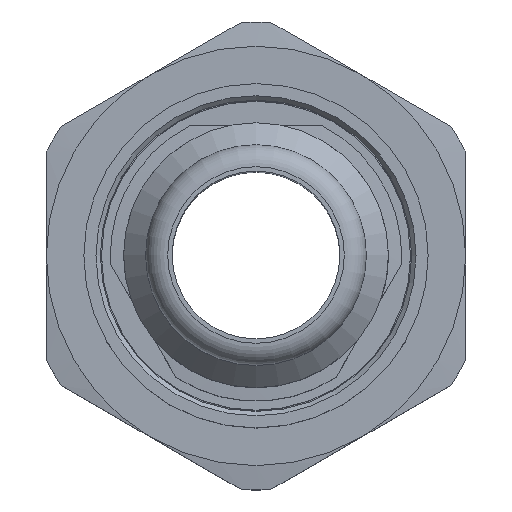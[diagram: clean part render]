
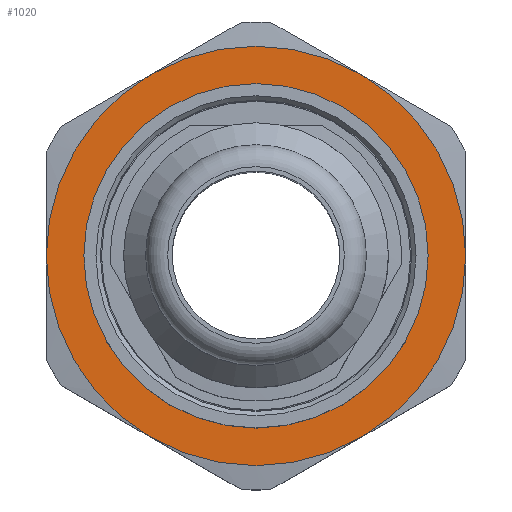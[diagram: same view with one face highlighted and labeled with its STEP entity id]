
A CAD part, top view. The second image highlights one B-rep face of the part: STEP entity #1020.
In plain terms, the highlighted planar face has unit normal (0, 0, 1).
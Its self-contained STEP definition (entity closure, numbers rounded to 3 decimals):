
#57=FACE_BOUND('',#170,.T.);
#64=PLANE('',#1109);
#105=FACE_OUTER_BOUND('',#169,.T.);
#169=EDGE_LOOP('',(#680,#681,#682,#683,#684,#685));
#170=EDGE_LOOP('',(#686));
#314=CIRCLE('',#1108,7.8);
#315=CIRCLE('',#1110,9.5);
#316=CIRCLE('',#1111,9.5);
#317=CIRCLE('',#1112,9.5);
#318=CIRCLE('',#1113,9.5);
#319=CIRCLE('',#1114,9.5);
#320=CIRCLE('',#1115,9.5);
#399=VERTEX_POINT('',#1601);
#400=VERTEX_POINT('',#1605);
#401=VERTEX_POINT('',#1606);
#402=VERTEX_POINT('',#1608);
#403=VERTEX_POINT('',#1610);
#404=VERTEX_POINT('',#1612);
#405=VERTEX_POINT('',#1614);
#509=EDGE_CURVE('',#399,#399,#314,.T.);
#510=EDGE_CURVE('',#400,#401,#315,.T.);
#511=EDGE_CURVE('',#401,#402,#316,.T.);
#512=EDGE_CURVE('',#402,#403,#317,.T.);
#513=EDGE_CURVE('',#403,#404,#318,.T.);
#514=EDGE_CURVE('',#404,#405,#319,.T.);
#515=EDGE_CURVE('',#405,#400,#320,.T.);
#680=ORIENTED_EDGE('',*,*,#510,.T.);
#681=ORIENTED_EDGE('',*,*,#511,.T.);
#682=ORIENTED_EDGE('',*,*,#512,.T.);
#683=ORIENTED_EDGE('',*,*,#513,.T.);
#684=ORIENTED_EDGE('',*,*,#514,.T.);
#685=ORIENTED_EDGE('',*,*,#515,.T.);
#686=ORIENTED_EDGE('',*,*,#509,.T.);
#1020=ADVANCED_FACE('',(#105,#57),#64,.T.);
#1108=AXIS2_PLACEMENT_3D('',#1603,#1272,#1273);
#1109=AXIS2_PLACEMENT_3D('',#1604,#1274,#1275);
#1110=AXIS2_PLACEMENT_3D('',#1607,#1276,#1277);
#1111=AXIS2_PLACEMENT_3D('',#1609,#1278,#1279);
#1112=AXIS2_PLACEMENT_3D('',#1611,#1280,#1281);
#1113=AXIS2_PLACEMENT_3D('',#1613,#1282,#1283);
#1114=AXIS2_PLACEMENT_3D('',#1615,#1284,#1285);
#1115=AXIS2_PLACEMENT_3D('',#1616,#1286,#1287);
#1272=DIRECTION('center_axis',(0.,0.,-1.));
#1273=DIRECTION('ref_axis',(-1.,0.,0.));
#1274=DIRECTION('center_axis',(0.,0.,1.));
#1275=DIRECTION('ref_axis',(1.,0.,0.));
#1276=DIRECTION('center_axis',(0.,0.,1.));
#1277=DIRECTION('ref_axis',(0.,1.,0.));
#1278=DIRECTION('center_axis',(0.,0.,1.));
#1279=DIRECTION('ref_axis',(0.,1.,0.));
#1280=DIRECTION('center_axis',(0.,0.,1.));
#1281=DIRECTION('ref_axis',(0.,1.,0.));
#1282=DIRECTION('center_axis',(0.,0.,1.));
#1283=DIRECTION('ref_axis',(0.,1.,0.));
#1284=DIRECTION('center_axis',(0.,0.,1.));
#1285=DIRECTION('ref_axis',(0.,1.,0.));
#1286=DIRECTION('center_axis',(0.,0.,1.));
#1287=DIRECTION('ref_axis',(0.,1.,0.));
#1601=CARTESIAN_POINT('',(7.8,0.,0.));
#1603=CARTESIAN_POINT('Origin',(0.,0.,0.));
#1604=CARTESIAN_POINT('Origin',(0.,0.,0.));
#1605=CARTESIAN_POINT('',(4.75,8.227,0.));
#1606=CARTESIAN_POINT('',(-4.75,8.227,0.));
#1607=CARTESIAN_POINT('Origin',(0.,0.,0.));
#1608=CARTESIAN_POINT('',(-9.5,0.,0.));
#1609=CARTESIAN_POINT('Origin',(0.,0.,0.));
#1610=CARTESIAN_POINT('',(-4.75,-8.227,0.));
#1611=CARTESIAN_POINT('Origin',(0.,0.,0.));
#1612=CARTESIAN_POINT('',(4.75,-8.227,0.));
#1613=CARTESIAN_POINT('Origin',(0.,0.,0.));
#1614=CARTESIAN_POINT('',(9.5,0.,0.));
#1615=CARTESIAN_POINT('Origin',(0.,0.,0.));
#1616=CARTESIAN_POINT('Origin',(0.,0.,0.));
